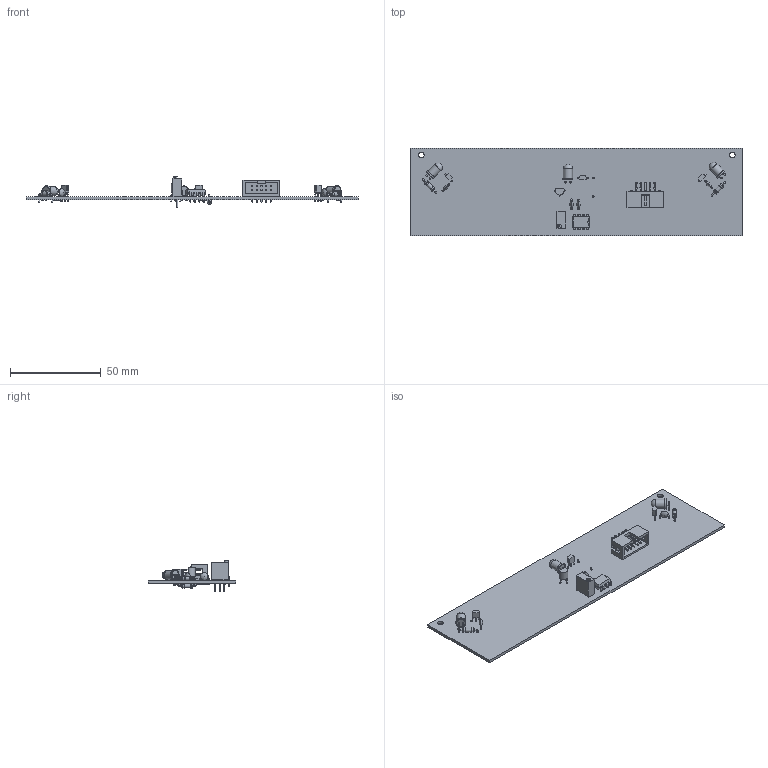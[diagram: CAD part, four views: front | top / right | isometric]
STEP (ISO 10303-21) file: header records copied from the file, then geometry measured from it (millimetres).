
FILE_DESCRIPTION(('KiCad electronic assembly'),'2;1');
FILE_NAME('555 prueba medidas2.STEP','2023-12-09T16:43:50',('Pcbnew'),( 'Kicad'),'Open CASCADE STEP processor 7.6','KiCad to STEP converter' ,'Unknown');
FILE_SCHEMA(('AUTOMOTIVE_DESIGN { 1 0 10303 214 1 1 1 1 }'));
Length unit declared in the file: millimetre
Products named in the file (20): 555 prueba medidas2 1; TO-92S_Wide; SOLID; R_Axial_DIN0207_L6.3mm_D2.5mm_P10.16mm_Horizontal; C_Disc_D4.3mm_W1.9mm_P5.00mm; LED_D5.0mm_Horizontal_O1.27mm_Z3.0mm; TO-92_Wide; DIP-8_W7.62mm; IDC-Header_2x05_P2.54mm_Horizontal; Potentiometer_Bourns_3296W_Vertical; R_1206_3216Metric; PCB
Assembly tree (32 placements, depth 3):
  555 prueba medidas2 1
    TO-92S_Wide  x3
      SOLID
    R_Axial_DIN0207_L6.3mm_D2.5mm_P10.16mm_Horizontal  x3
      SOLID
    C_Disc_D4.3mm_W1.9mm_P5.00mm  x4
      SOLID
    LED_D5.0mm_Horizontal_O1.27mm_Z3.0mm  x3
      SOLID
    TO-92_Wide
      SOLID
    DIP-8_W7.62mm
      SOLID
    IDC-Header_2x05_P2.54mm_Horizontal
      SOLID
    Potentiometer_Bourns_3296W_Vertical
      SOLID
    R_1206_3216Metric  x5
      SOLID
    PCB
Bounding box: 182.8 x 48.26 x 17.07 mm (x, y, z)
Volume: 16130.6 mm3; surface area: 22266.2 mm2
Topology: 23 solids, 23 shells, 937 faces, 2322 edges, 1476 vertices
Faces by surface type: plane 704, cylinder 182, bspline 20, torus 12, sphere 11, revolution 8
Full cylindrical faces by diameter (mm): 0.5 x16, 0.51 x3, 0.6 x12, 0.75 x9, 0.8 x28, 0.9 x6, 1 x16, 2.19 x1, 2.25 x3, 2.5 x6, 3.2 x2, 5 x3
Entity records: 47076 total; most frequent: CARTESIAN_POINT 9865, DIRECTION 6126, LINE 4223, VECTOR 4223, ORIENTED_EDGE 3220, PCURVE 3220, DEFINITIONAL_REPRESENTATION 3220, EDGE_CURVE 1610
